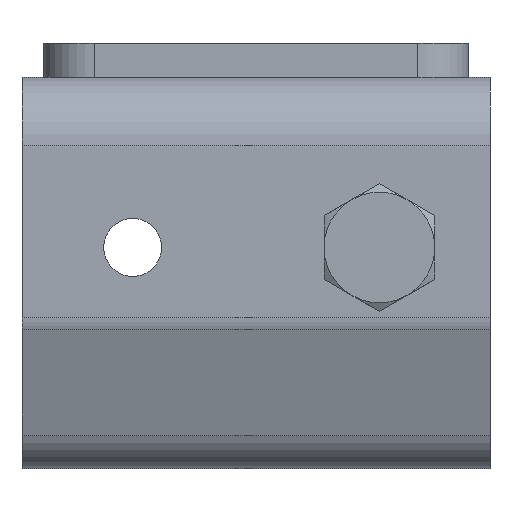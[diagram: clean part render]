
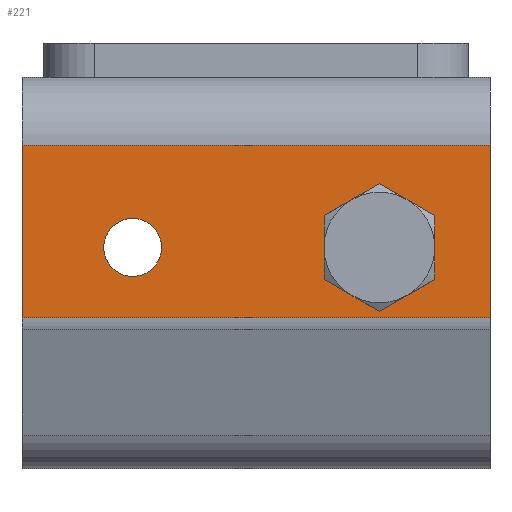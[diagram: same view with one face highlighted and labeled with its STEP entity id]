
A CAD part, front view. The second image highlights one B-rep face of the part: STEP entity #221.
In plain terms, the highlighted face is planar.
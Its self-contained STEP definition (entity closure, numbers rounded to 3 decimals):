
#221=ADVANCED_FACE('',(#460,#461,#462),#463,.T.);
#460=FACE_OUTER_BOUND('',#778,.T.);
#461=FACE_BOUND('',#779,.T.);
#462=FACE_BOUND('',#780,.T.);
#463=PLANE('',#781);
#778=EDGE_LOOP('',(#1173,#1174,#1175,#1176));
#779=EDGE_LOOP('',(#1177));
#780=EDGE_LOOP('',(#1178));
#781=AXIS2_PLACEMENT_3D('',#1179,#1180,#1181);
#1173=ORIENTED_EDGE('',*,*,#1857,.F.);
#1174=ORIENTED_EDGE('',*,*,#1803,.F.);
#1175=ORIENTED_EDGE('',*,*,#1858,.T.);
#1176=ORIENTED_EDGE('',*,*,#1810,.T.);
#1177=ORIENTED_EDGE('',*,*,#1859,.F.);
#1178=ORIENTED_EDGE('',*,*,#1860,.T.);
#1179=CARTESIAN_POINT('',(-3324.704,10019.866,453.452));
#1180=DIRECTION('',(0.,0.,1.));
#1181=DIRECTION('',(1.,0.,0.));
#1803=EDGE_CURVE('',#2115,#2111,#2117,.T.);
#1810=EDGE_CURVE('',#2128,#2125,#2129,.T.);
#1857=EDGE_CURVE('',#2111,#2125,#2208,.T.);
#1858=EDGE_CURVE('',#2115,#2128,#2209,.T.);
#1859=EDGE_CURVE('',#2210,#2210,#2211,.T.);
#1860=EDGE_CURVE('',#2212,#2212,#2213,.T.);
#2111=VERTEX_POINT('',#2574);
#2115=VERTEX_POINT('',#2579);
#2117=LINE('',#2581,#2582);
#2125=VERTEX_POINT('',#2593);
#2128=VERTEX_POINT('',#2596);
#2129=LINE('',#2597,#2598);
#2208=LINE('',#2735,#2736);
#2209=LINE('',#2737,#2738);
#2210=VERTEX_POINT('',#2739);
#2211=CIRCLE('',#2740,3.45);
#2212=VERTEX_POINT('',#2741);
#2213=CIRCLE('',#2742,3.4);
#2574=CARTESIAN_POINT('',(-3269.704,10040.129,453.452));
#2579=CARTESIAN_POINT('',(-3324.704,10040.129,453.452));
#2581=CARTESIAN_POINT('',(-3324.704,10040.129,453.452));
#2582=VECTOR('',#3136,1.);
#2593=CARTESIAN_POINT('',(-3269.704,10019.866,453.452));
#2596=CARTESIAN_POINT('',(-3324.704,10019.866,453.452));
#2597=CARTESIAN_POINT('',(-3324.704,10019.866,453.452));
#2598=VECTOR('',#3143,1.);
#2735=CARTESIAN_POINT('',(-3269.704,10019.866,453.452));
#2736=VECTOR('',#3201,1.);
#2737=CARTESIAN_POINT('',(-3324.704,10019.866,453.452));
#2738=VECTOR('',#3202,1.);
#2739=CARTESIAN_POINT('',(-3279.254,10028.129,453.452));
#2740=AXIS2_PLACEMENT_3D('',#3203,#3204,#3205);
#2741=CARTESIAN_POINT('',(-3315.104,10028.129,453.452));
#2742=AXIS2_PLACEMENT_3D('',#3206,#3207,#3208);
#3136=DIRECTION('',(1.,0.,0.));
#3143=DIRECTION('',(1.,0.,0.));
#3201=DIRECTION('',(0.,-1.,0.));
#3202=DIRECTION('',(0.,-1.,0.));
#3203=CARTESIAN_POINT('',(-3282.704,10028.129,453.452));
#3204=DIRECTION('',(0.,0.,1.));
#3205=DIRECTION('',(1.,0.,0.));
#3206=CARTESIAN_POINT('',(-3311.704,10028.129,453.452));
#3207=DIRECTION('',(0.,0.,-1.));
#3208=DIRECTION('',(-1.,0.,0.));
